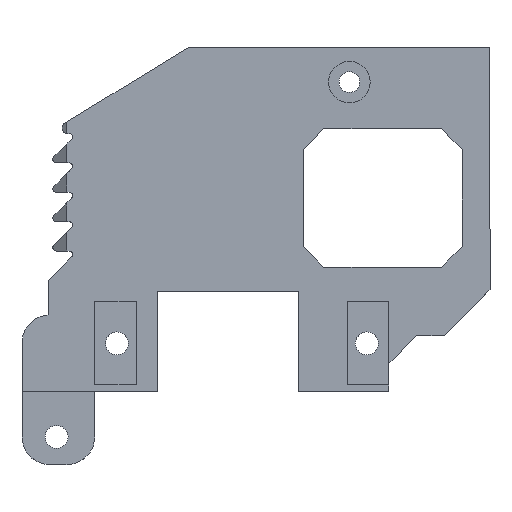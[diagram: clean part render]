
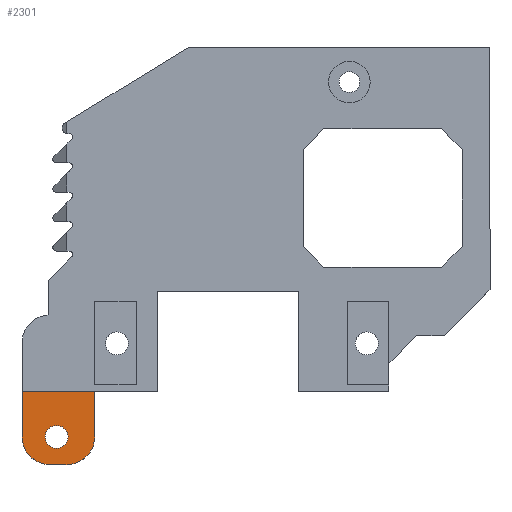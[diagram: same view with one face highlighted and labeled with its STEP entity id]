
A CAD part, top view. The second image highlights one B-rep face of the part: STEP entity #2301.
In plain terms, the highlighted planar face has unit normal (0, 0, 1).
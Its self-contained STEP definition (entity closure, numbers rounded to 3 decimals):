
#50 = CARTESIAN_POINT ( 'NONE',  ( -40., -21., 1.6 ) ) ;
#77 = FACE_OUTER_BOUND ( 'NONE', #1662, .T. ) ;
#153 = VECTOR ( 'NONE', #1345, 1000. ) ;
#162 = LINE ( 'NONE', #1292, #153 ) ;
#170 = VECTOR ( 'NONE', #1482, 1000. ) ;
#177 = LINE ( 'NONE', #1629, #170 ) ;
#188 = CARTESIAN_POINT ( 'NONE',  ( -29.5, -21., 1.6 ) ) ;
#247 = CARTESIAN_POINT ( 'NONE',  ( -40., -14.5, 1.6 ) ) ;
#397 = EDGE_CURVE ( 'NONE', #2003, #1418, #749, .T. ) ;
#417 = EDGE_CURVE ( 'NONE', #2199, #1029, #733, .T. ) ;
#455 = EDGE_CURVE ( 'NONE', #1029, #2862, #718, .T. ) ;
#463 = CARTESIAN_POINT ( 'NONE',  ( -36.65, -21., 1.6 ) ) ;
#478 = EDGE_CURVE ( 'NONE', #2862, #2110, #712, .T. ) ;
#492 = EDGE_CURVE ( 'NONE', #2110, #2726, #696, .T. ) ;
#505 = EDGE_CURVE ( 'NONE', #1418, #2003, #686, .T. ) ;
#677 = VECTOR ( 'NONE', #2592, 1000. ) ;
#678 = AXIS2_PLACEMENT_3D ( 'NONE', #2260, #1850, #2013 ) ;
#686 = CIRCLE ( 'NONE', #1562, 1.65 ) ;
#696 = LINE ( 'NONE', #2572, #677 ) ;
#704 = VECTOR ( 'NONE', #2382, 1000. ) ;
#712 = CIRCLE ( 'NONE', #1789, 4. ) ;
#718 = LINE ( 'NONE', #2369, #704 ) ;
#733 = CIRCLE ( 'NONE', #1866, 4. ) ;
#749 = CIRCLE ( 'NONE', #1958, 1.65 ) ;
#888 = CARTESIAN_POINT ( 'NONE',  ( -36., -25., 1.6 ) ) ;
#1029 = VERTEX_POINT ( 'NONE', #888 ) ;
#1042 = CARTESIAN_POINT ( 'NONE',  ( -33.5, -25., 1.6 ) ) ;
#1175 = EDGE_CURVE ( 'NONE', #1298, #2199, #177, .T. ) ;
#1191 = EDGE_CURVE ( 'NONE', #2726, #1298, #162, .T. ) ;
#1292 = CARTESIAN_POINT ( 'NONE',  ( -29.5, -14.5, 1.6 ) ) ;
#1298 = VERTEX_POINT ( 'NONE', #247 ) ;
#1345 = DIRECTION ( 'NONE',  ( -1., 0., 0. ) ) ;
#1418 = VERTEX_POINT ( 'NONE', #2339 ) ;
#1482 = DIRECTION ( 'NONE',  ( 0., -1., 0. ) ) ;
#1562 = AXIS2_PLACEMENT_3D ( 'NONE', #2755, #2756, #2761 ) ;
#1629 = CARTESIAN_POINT ( 'NONE',  ( -40., -14.5, 1.6 ) ) ;
#1662 = EDGE_LOOP ( 'NONE', ( #1901, #1894, #1791, #1769, #1744, #1728 ) ) ;
#1663 = EDGE_LOOP ( 'NONE', ( #1928, #1917 ) ) ;
#1714 = CARTESIAN_POINT ( 'NONE',  ( -29.5, -14.5, 1.6 ) ) ;
#1728 = ORIENTED_EDGE ( 'NONE', *, *, #1175, .T. ) ;
#1744 = ORIENTED_EDGE ( 'NONE', *, *, #1191, .T. ) ;
#1769 = ORIENTED_EDGE ( 'NONE', *, *, #492, .T. ) ;
#1789 = AXIS2_PLACEMENT_3D ( 'NONE', #2531, #2536, #2539 ) ;
#1791 = ORIENTED_EDGE ( 'NONE', *, *, #478, .T. ) ;
#1850 = DIRECTION ( 'NONE',  ( 0., 0., 1. ) ) ;
#1866 = AXIS2_PLACEMENT_3D ( 'NONE', #2319, #2333, #2336 ) ;
#1894 = ORIENTED_EDGE ( 'NONE', *, *, #455, .T. ) ;
#1901 = ORIENTED_EDGE ( 'NONE', *, *, #417, .T. ) ;
#1917 = ORIENTED_EDGE ( 'NONE', *, *, #505, .F. ) ;
#1928 = ORIENTED_EDGE ( 'NONE', *, *, #397, .F. ) ;
#1958 = AXIS2_PLACEMENT_3D ( 'NONE', #2240, #2244, #2248 ) ;
#2003 = VERTEX_POINT ( 'NONE', #463 ) ;
#2013 = DIRECTION ( 'NONE',  ( 1., 0., 0. ) ) ;
#2034 = PLANE ( 'NONE',  #678 ) ;
#2110 = VERTEX_POINT ( 'NONE', #188 ) ;
#2199 = VERTEX_POINT ( 'NONE', #50 ) ;
#2240 = CARTESIAN_POINT ( 'NONE',  ( -35., -21., 1.6 ) ) ;
#2244 = DIRECTION ( 'NONE',  ( 0., 0., 1. ) ) ;
#2248 = DIRECTION ( 'NONE',  ( 1., 0., 0. ) ) ;
#2260 = CARTESIAN_POINT ( 'NONE',  ( 0., 0., 1.6 ) ) ;
#2301 = ADVANCED_FACE ( 'NONE', ( #2575, #77 ), #2034, .T. ) ;
#2319 = CARTESIAN_POINT ( 'NONE',  ( -36., -21., 1.6 ) ) ;
#2333 = DIRECTION ( 'NONE',  ( 0., 0., 1. ) ) ;
#2336 = DIRECTION ( 'NONE',  ( 1., 0., 0. ) ) ;
#2339 = CARTESIAN_POINT ( 'NONE',  ( -33.35, -21., 1.6 ) ) ;
#2369 = CARTESIAN_POINT ( 'NONE',  ( -36., -25., 1.6 ) ) ;
#2382 = DIRECTION ( 'NONE',  ( 1., 0., 0. ) ) ;
#2531 = CARTESIAN_POINT ( 'NONE',  ( -33.5, -21., 1.6 ) ) ;
#2536 = DIRECTION ( 'NONE',  ( 0., 0., 1. ) ) ;
#2539 = DIRECTION ( 'NONE',  ( 1., 0., 0. ) ) ;
#2572 = CARTESIAN_POINT ( 'NONE',  ( -29.5, -25.208, 1.6 ) ) ;
#2575 = FACE_BOUND ( 'NONE', #1663, .T. ) ;
#2592 = DIRECTION ( 'NONE',  ( 0., 1., 0. ) ) ;
#2726 = VERTEX_POINT ( 'NONE', #1714 ) ;
#2755 = CARTESIAN_POINT ( 'NONE',  ( -35., -21., 1.6 ) ) ;
#2756 = DIRECTION ( 'NONE',  ( 0., 0., 1. ) ) ;
#2761 = DIRECTION ( 'NONE',  ( 1., 0., 0. ) ) ;
#2862 = VERTEX_POINT ( 'NONE', #1042 ) ;
